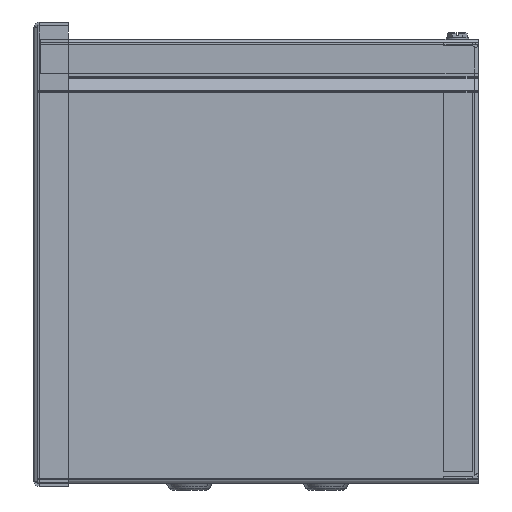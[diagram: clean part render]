
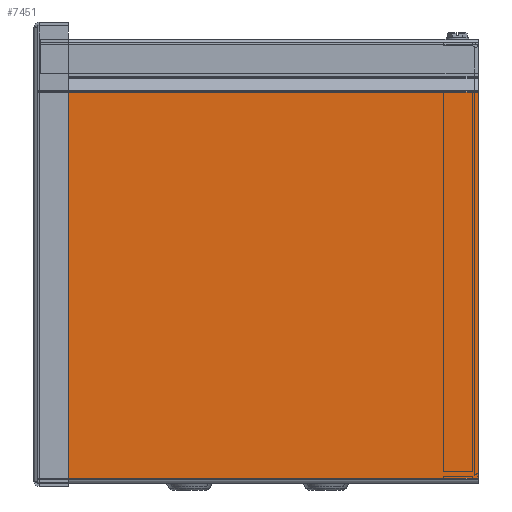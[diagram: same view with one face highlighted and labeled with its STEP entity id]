
A CAD part, left-side view. The second image highlights one B-rep face of the part: STEP entity #7451.
In plain terms, the highlighted planar face has unit normal (-1, 0, 0).
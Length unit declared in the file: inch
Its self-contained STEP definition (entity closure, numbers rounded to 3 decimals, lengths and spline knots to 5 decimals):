
#526=LINE('',#10929,#1074);
#529=LINE('',#10935,#1077);
#537=LINE('',#10958,#1085);
#538=LINE('',#10962,#1086);
#1074=VECTOR('',#8899,8.0625);
#1077=VECTOR('',#8904,7.06099);
#1085=VECTOR('',#8936,8.0625);
#1086=VECTOR('',#8943,7.06099);
#1601=PLANE('',#7959);
#1949=FACE_OUTER_BOUND('',#2415,.T.);
#2415=EDGE_LOOP('',(#5119,#5120,#5121,#5122));
#3199=VERTEX_POINT('',#10917);
#3200=VERTEX_POINT('',#10921);
#3202=VERTEX_POINT('',#10933);
#3205=VERTEX_POINT('',#10957);
#3915=EDGE_CURVE('',#3199,#3200,#526,.T.);
#3918=EDGE_CURVE('',#3202,#3200,#529,.T.);
#3930=EDGE_CURVE('',#3202,#3205,#537,.T.);
#3933=EDGE_CURVE('',#3199,#3205,#538,.T.);
#5119=ORIENTED_EDGE('',*,*,#3915,.T.);
#5120=ORIENTED_EDGE('',*,*,#3918,.F.);
#5121=ORIENTED_EDGE('',*,*,#3930,.T.);
#5122=ORIENTED_EDGE('',*,*,#3933,.F.);
#7451=ADVANCED_FACE('',(#1949),#1601,.F.);
#7959=AXIS2_PLACEMENT_3D('',#10970,#8955,#8956);
#8899=DIRECTION('',(0.,1.,0.));
#8904=DIRECTION('',(0.,0.,1.));
#8936=DIRECTION('',(0.,-1.,0.));
#8943=DIRECTION('',(0.,0.,-1.));
#8955=DIRECTION('center_axis',(1.,0.,0.));
#8956=DIRECTION('ref_axis',(0.,0.,-1.));
#10917=CARTESIAN_POINT('',(-30.0625,-4.03125,7.15424));
#10921=CARTESIAN_POINT('',(-30.0625,4.03125,7.15424));
#10929=CARTESIAN_POINT('',(-30.0625,2.01563,7.15424));
#10933=CARTESIAN_POINT('',(-30.0625,4.03125,0.09325));
#10935=CARTESIAN_POINT('',(-30.0625,4.03125,0.09325));
#10957=CARTESIAN_POINT('',(-30.0625,-4.03125,0.09325));
#10958=CARTESIAN_POINT('',(-30.0625,0.,0.09325));
#10962=CARTESIAN_POINT('',(-30.0625,-4.03125,-0.04446));
#10970=CARTESIAN_POINT('Origin',(-30.0625,0.,3.5997));
